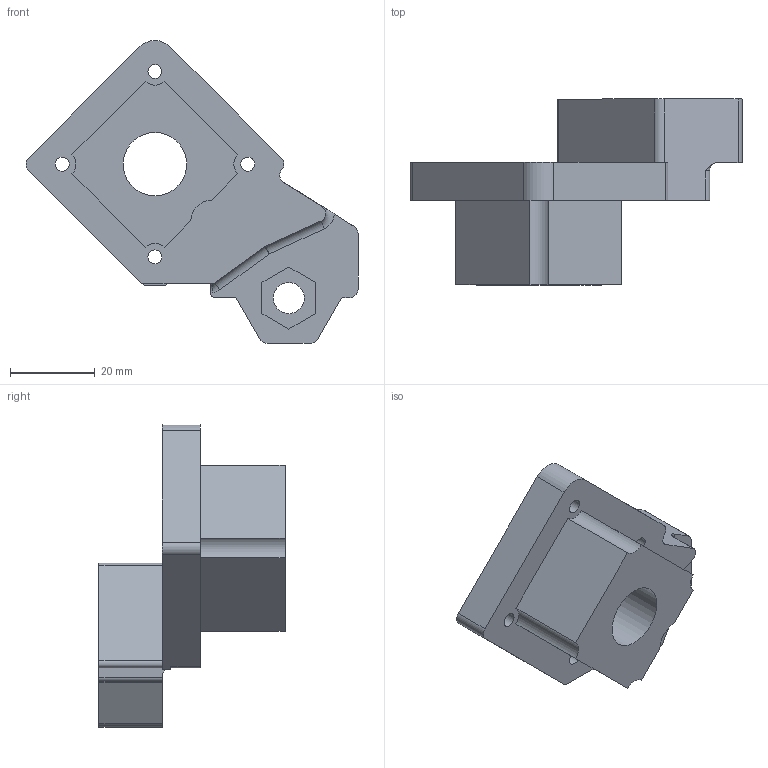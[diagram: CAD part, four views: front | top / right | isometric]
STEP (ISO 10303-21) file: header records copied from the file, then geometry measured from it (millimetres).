
FILE_DESCRIPTION(/* description */ (''),/* implementation_level */ '2;1');
FILE_NAME(/* name */ 'ShortArm v0.1.step',/* time_stamp */ '2023-11-15T20:25:16-08:00',/* author */ (''),/* organization */ (''),/* preprocessor_version */ 'ST-DEVELOPER v20',/* originating_system */ 'Autodesk Translation Framework v12.14.0.127',/* authorisation */ '');
FILE_SCHEMA (('AUTOMOTIVE_DESIGN { 1 0 10303 214 3 1 1 }'));
Length unit declared in the file: millimetre
Products named in the file (1): ShortArm v0.1(a)
Bounding box: 78.51 x 44 x 71.62 mm (x, y, z)
Volume: 46394.1 mm3; surface area: 13896.8 mm2
Topology: 1 solids, 1 shells, 72 faces, 194 edges, 126 vertices
Faces by surface type: plane 37, cylinder 32, torus 2, bspline 1
Full cylindrical faces by diameter (mm): 3.3 x4, 7.35 x1, 15 x1, 23 x1
Entity records: 2346 total; most frequent: CARTESIAN_POINT 420, DIRECTION 402, ORIENTED_EDGE 386, EDGE_CURVE 193, AXIS2_PLACEMENT_3D 138, LINE 126, VECTOR 126, VERTEX_POINT 126
